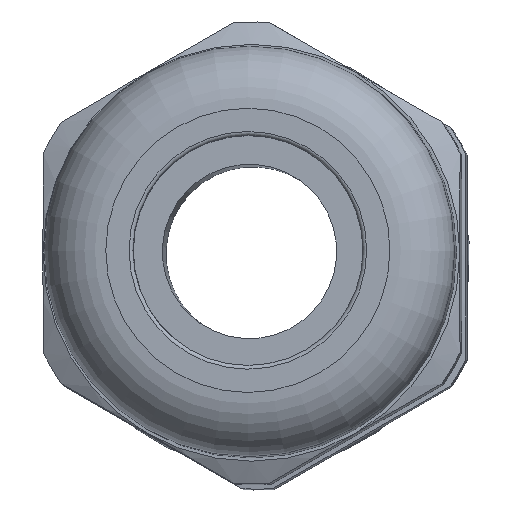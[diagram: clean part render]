
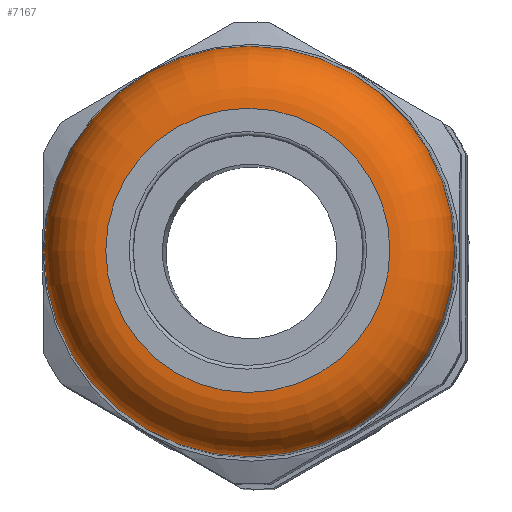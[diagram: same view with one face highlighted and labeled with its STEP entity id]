
A CAD part, left-side view. The second image highlights one B-rep face of the part: STEP entity #7167.
In plain terms, the highlighted toroidal (fillet/blend) face has major radius 7.5 mm and minor radius 3.33 mm.
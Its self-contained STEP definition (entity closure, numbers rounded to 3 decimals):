
#1393=FACE_BOUND('',#2321,.T.);
#1837=FACE_OUTER_BOUND('',#2320,.T.);
#2320=EDGE_LOOP('',(#6655));
#2321=EDGE_LOOP('',(#6656));
#2810=CIRCLE('',#8091,7.5);
#2837=CIRCLE('',#8145,10.83);
#3454=VERTEX_POINT('',#16976);
#3493=VERTEX_POINT('',#17153);
#4487=EDGE_CURVE('',#3454,#3454,#2810,.T.);
#4550=EDGE_CURVE('',#3493,#3493,#2837,.T.);
#6655=ORIENTED_EDGE('',*,*,#4550,.F.);
#6656=ORIENTED_EDGE('',*,*,#4487,.T.);
#6726=TOROIDAL_SURFACE('',#8144,7.5,3.33);
#7167=ADVANCED_FACE('',(#1837,#1393),#6726,.T.);
#8091=AXIS2_PLACEMENT_3D('',#16977,#10233,#10234);
#8144=AXIS2_PLACEMENT_3D('',#17152,#10351,#10352);
#8145=AXIS2_PLACEMENT_3D('',#17154,#10353,#10354);
#10233=DIRECTION('center_axis',(1.,0.,0.));
#10234=DIRECTION('ref_axis',(0.,0.,-1.));
#10351=DIRECTION('center_axis',(1.,0.,0.));
#10352=DIRECTION('ref_axis',(0.,0.,-1.));
#10353=DIRECTION('center_axis',(1.,0.,0.));
#10354=DIRECTION('ref_axis',(0.,0.,-1.));
#16976=CARTESIAN_POINT('',(-15.,7.5,0.));
#16977=CARTESIAN_POINT('Origin',(-15.,0.,0.));
#17152=CARTESIAN_POINT('Origin',(-11.67,0.,0.));
#17153=CARTESIAN_POINT('',(-11.67,10.83,0.));
#17154=CARTESIAN_POINT('Origin',(-11.67,0.,0.));
